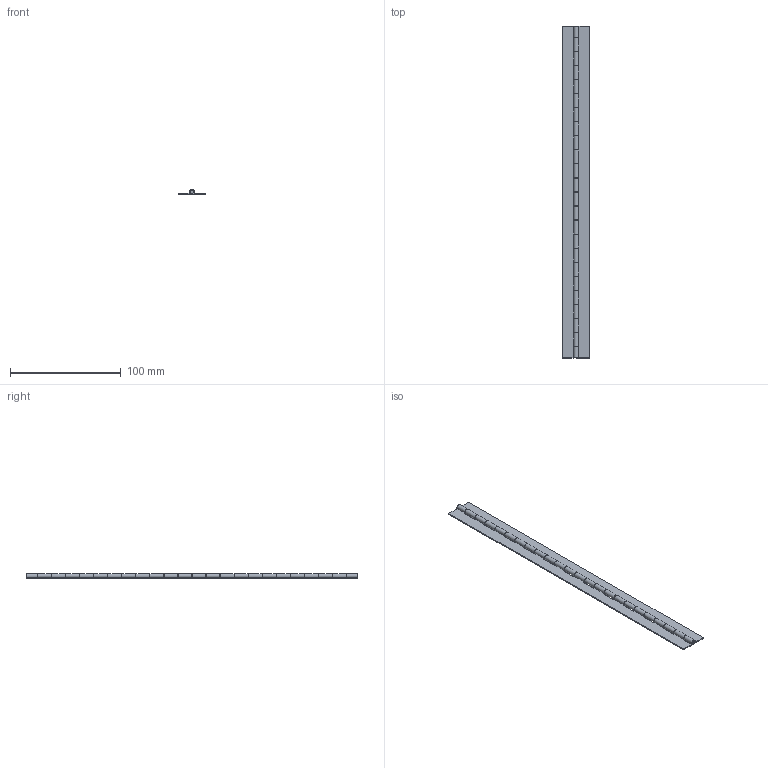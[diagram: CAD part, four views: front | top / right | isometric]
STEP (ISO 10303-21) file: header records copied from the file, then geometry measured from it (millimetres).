
FILE_DESCRIPTION (( 'STEP AP203' ), '1' );
FILE_NAME ('B-7-48.STEP', '2008-11-20T02:04:28', ( ' ' ), ( ' ' ), 'SwSTEP 2.0', 'SolidWorks 2007', '' );
FILE_SCHEMA (( 'CONFIG_CONTROL_DESIGN' ));
Length unit declared in the file: millimetre
Products named in the file (4): B-7-48僔儍僼僩__棉太倌; B-7-48僸儞僕A__棉太倌; B-7-48; B-7-48僸儞僕B__棉太倌
Assembly tree (3 placements, depth 2):
  B-7-48
    B-7-48僸儞僕A__棉太倌
    B-7-48僔儍僼僩__棉太倌
    B-7-48僸儞僕B__棉太倌
Bounding box: 25 x 300 x 4.39 mm (x, y, z)
Volume: 10806.4 mm3; surface area: 22269.9 mm2
Topology: 3 solids, 3 shells, 156 faces, 450 edges, 300 vertices
Faces by surface type: plane 82, cylinder 74
Entity records: 5672 total; most frequent: DIRECTION 922, CARTESIAN_POINT 912, ORIENTED_EDGE 900, EDGE_CURVE 450, AXIS2_PLACEMENT_3D 310, VECTOR 302, LINE 302, VERTEX_POINT 300
